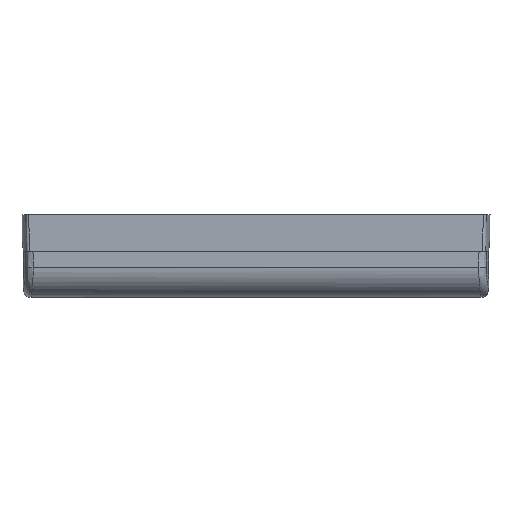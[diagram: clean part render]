
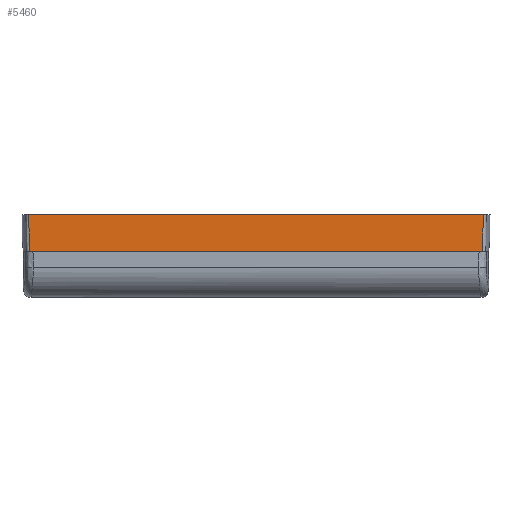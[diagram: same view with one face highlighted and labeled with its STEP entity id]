
A CAD part, front view. The second image highlights one B-rep face of the part: STEP entity #5460.
In plain terms, the highlighted planar face has unit normal (0, -1, -0.018).
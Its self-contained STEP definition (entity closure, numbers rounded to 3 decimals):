
#21 = VECTOR ( 'NONE', #486, 1000. ) ;
#94 = LINE ( 'NONE', #145, #8309 ) ;
#145 = CARTESIAN_POINT ( 'NONE',  ( -152., -21., 0. ) ) ;
#218 = LINE ( 'NONE', #8263, #21 ) ;
#423 = CARTESIAN_POINT ( 'NONE',  ( 150.484, -21., 0. ) ) ;
#438 = VERTEX_POINT ( 'NONE', #7001 ) ;
#486 = DIRECTION ( 'NONE',  ( 1., 0., 0. ) ) ;
#1000 = FACE_OUTER_BOUND ( 'NONE', #1349, .T. ) ;
#1344 = VERTEX_POINT ( 'NONE', #5553 ) ;
#1349 = EDGE_LOOP ( 'NONE', ( #4140, #5670, #6637, #1659 ) ) ;
#1490 = DIRECTION ( 'NONE',  ( 0., 0.017, -1. ) ) ;
#1659 = ORIENTED_EDGE ( 'NONE', *, *, #5785, .T. ) ;
#1819 = CARTESIAN_POINT ( 'NONE',  ( -150.321, -20.787, -12.23 ) ) ;
#2023 = VERTEX_POINT ( 'NONE', #2817 ) ;
#2461 = CARTESIAN_POINT ( 'NONE',  ( -150.211, -20.644, -20.41 ) ) ;
#2817 = CARTESIAN_POINT ( 'NONE',  ( -150.156, -20.572, -24.5 ) ) ;
#2888 = B_SPLINE_CURVE_WITH_KNOTS ( 'NONE', 3,
 ( #4365, #5660, #5693, #1819, #6329, #2461, #6996 ),
 .UNSPECIFIED., .F., .F.,
 ( 4, 3, 4 ),
 ( 0., 0.012, 0.025 ),
 .UNSPECIFIED. ) ;
#3242 = EDGE_CURVE ( 'NONE', #438, #4971, #8057, .T. ) ;
#3364 = DIRECTION ( 'NONE',  ( 1., 0., 0. ) ) ;
#3633 = CARTESIAN_POINT ( 'NONE',  ( 150.321, -20.787, -12.23 ) ) ;
#4045 = PLANE ( 'NONE',  #6230 ) ;
#4140 = ORIENTED_EDGE ( 'NONE', *, *, #4519, .T. ) ;
#4275 = CARTESIAN_POINT ( 'NONE',  ( 150.43, -20.929, -4.077 ) ) ;
#4365 = CARTESIAN_POINT ( 'NONE',  ( -150.484, -21., 0. ) ) ;
#4519 = EDGE_CURVE ( 'NONE', #2023, #438, #218, .T. ) ;
#4639 = CARTESIAN_POINT ( 'NONE',  ( -152., -21., 0. ) ) ;
#4971 = VERTEX_POINT ( 'NONE', #6065 ) ;
#5358 = DIRECTION ( 'NONE',  ( 0., -1., -0.017 ) ) ;
#5460 = ADVANCED_FACE ( 'NONE', ( #1000 ), #4045, .T. ) ;
#5553 = CARTESIAN_POINT ( 'NONE',  ( -150.484, -21., 0. ) ) ;
#5660 = CARTESIAN_POINT ( 'NONE',  ( -150.43, -20.929, -4.077 ) ) ;
#5670 = ORIENTED_EDGE ( 'NONE', *, *, #3242, .T. ) ;
#5693 = CARTESIAN_POINT ( 'NONE',  ( -150.375, -20.858, -8.153 ) ) ;
#5785 = EDGE_CURVE ( 'NONE', #1344, #2023, #2888, .T. ) ;
#6065 = CARTESIAN_POINT ( 'NONE',  ( 150.484, -21., 0. ) ) ;
#6203 = CARTESIAN_POINT ( 'NONE',  ( 150.211, -20.644, -20.41 ) ) ;
#6230 = AXIS2_PLACEMENT_3D ( 'NONE', #4639, #5358, #1490 ) ;
#6329 = CARTESIAN_POINT ( 'NONE',  ( -150.266, -20.715, -16.32 ) ) ;
#6637 = ORIENTED_EDGE ( 'NONE', *, *, #7888, .F. ) ;
#6874 = CARTESIAN_POINT ( 'NONE',  ( 150.156, -20.572, -24.5 ) ) ;
#6996 = CARTESIAN_POINT ( 'NONE',  ( -150.156, -20.572, -24.5 ) ) ;
#7001 = CARTESIAN_POINT ( 'NONE',  ( 150.156, -20.572, -24.5 ) ) ;
#7543 = CARTESIAN_POINT ( 'NONE',  ( 150.266, -20.715, -16.32 ) ) ;
#7888 = EDGE_CURVE ( 'NONE', #1344, #4971, #94, .T. ) ;
#8057 = B_SPLINE_CURVE_WITH_KNOTS ( 'NONE', 3,
 ( #6874, #6203, #7543, #3633, #8196, #4275, #423 ),
 .UNSPECIFIED., .F., .F.,
 ( 4, 3, 4 ),
 ( 0., 0.012, 0.025 ),
 .UNSPECIFIED. ) ;
#8196 = CARTESIAN_POINT ( 'NONE',  ( 150.375, -20.858, -8.153 ) ) ;
#8263 = CARTESIAN_POINT ( 'NONE',  ( 80., -20.572, -24.5 ) ) ;
#8309 = VECTOR ( 'NONE', #3364, 1000. ) ;
